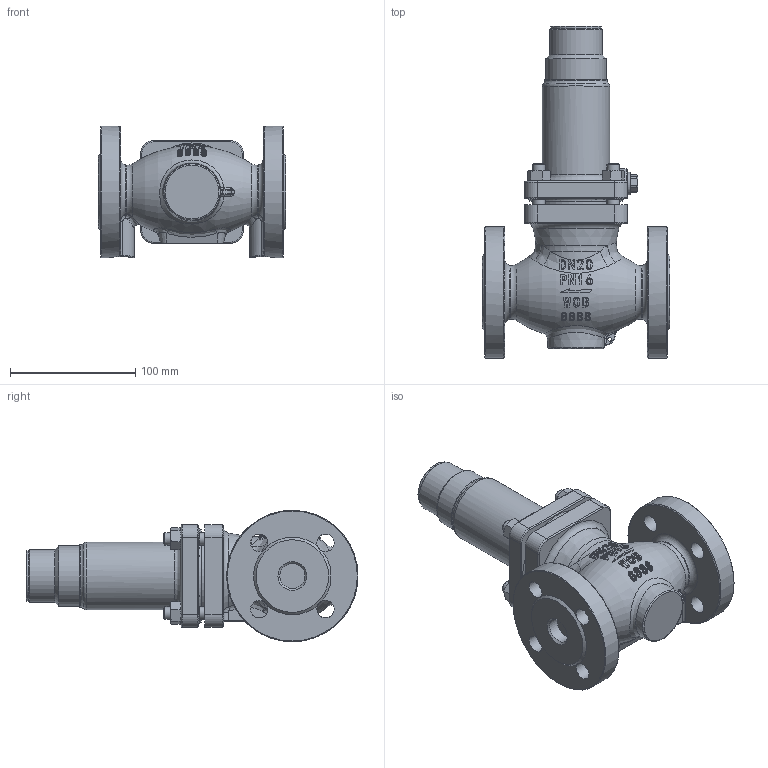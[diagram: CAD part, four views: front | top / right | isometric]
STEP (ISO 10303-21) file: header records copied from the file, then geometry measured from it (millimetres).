
FILE_DESCRIPTION (( 'STEP AP214' ), '1' );
FILE_NAME ('V230YLFYMFTJJGZJ.20.16-25 V230压力阀硬密封调节机构组件0225.STEP', '2025-02-26T05:30:57', ( '' ), ( '' ), 'SwSTEP 2.0', 'SolidWorks 2020', '' );
FILE_SCHEMA (( 'AUTOMOTIVE_DESIGN' ));
Length unit declared in the file: millimetre
Products named in the file (1): V230YLFYMFTJJGZJ.20.16-25 V230压力阀硬密封调节机构组件0225
Bounding box: 150 x 265.5 x 105 mm (x, y, z)
Volume: 1198059.6 mm3; surface area: 127934.5 mm2
Topology: 1 solids, 1 shells, 607 faces, 1460 edges, 890 vertices
Faces by surface type: bspline 168, plane 165, cylinder 102, cone 84, torus 80, sphere 8
Full cylindrical faces by diameter (mm): 2.6 x4, 3 x1, 10 x9, 12.5 x2, 14 x8, 18 x2, 18.5 x3, 20 x3, 40 x1, 42 x1, 48 x1, 50 x1, 54 x1, 64.8 x1, 105 x2
Entity records: 40170 total; most frequent: CARTESIAN_POINT 22511, ORIENTED_EDGE 2664, DIRECTION 1948, EDGE_CURVE 1332, VERTEX_POINT 850, AXIS2_PLACEMENT_3D 838, EDGE_LOOP 756, FACE_OUTER_BOUND 663
